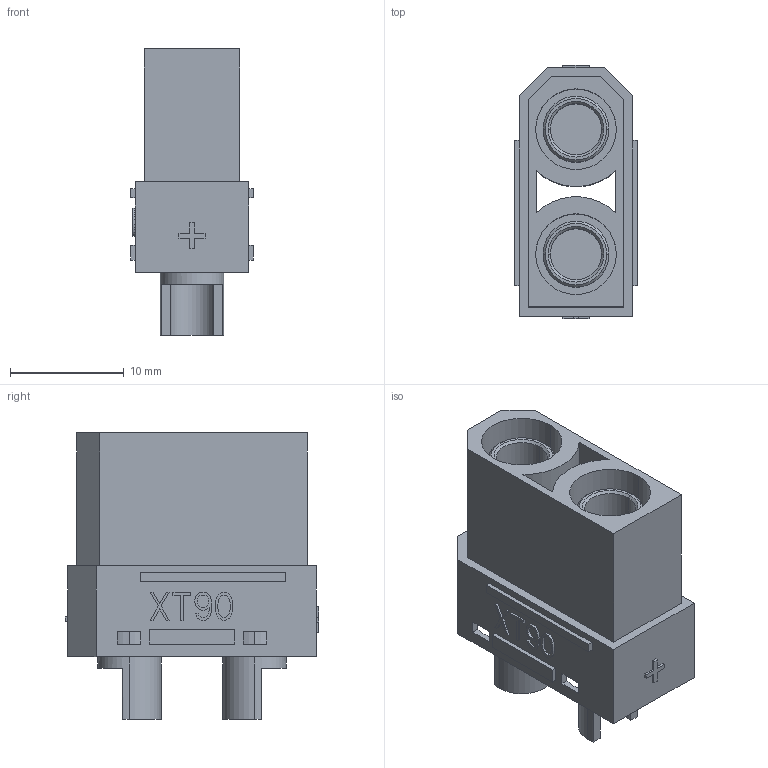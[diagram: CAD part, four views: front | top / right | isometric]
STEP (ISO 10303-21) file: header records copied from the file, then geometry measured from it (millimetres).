
FILE_DESCRIPTION (( 'STEP AP214' ), '1' );
FILE_NAME ('D8A77D9D-F061-47FE-9ED5-A6B399D0179A.STEP', '2023-09-27T16:22:21', ( '' ), ( '' ), 'SwSTEP 2.0', 'SolidWorks 2022', '' );
FILE_SCHEMA (( 'AUTOMOTIVE_DESIGN' ));
Length unit declared in the file: millimetre
Products named in the file (1): D8A77D9D-F061-47FE-9ED5-A6B399D0179A
Bounding box: 10.8 x 22.3 x 25.2 mm (x, y, z)
Volume: 2325.7 mm3; surface area: 4117.1 mm2
Topology: 1 solids, 1 shells, 253 faces, 688 edges, 456 vertices
Faces by surface type: plane 219, cylinder 26, cone 8
Entity records: 8310 total; most frequent: CARTESIAN_POINT 1398, ORIENTED_EDGE 1376, DIRECTION 1280, EDGE_CURVE 688, VECTOR 604, LINE 604, VERTEX_POINT 456, AXIS2_PLACEMENT_3D 338
